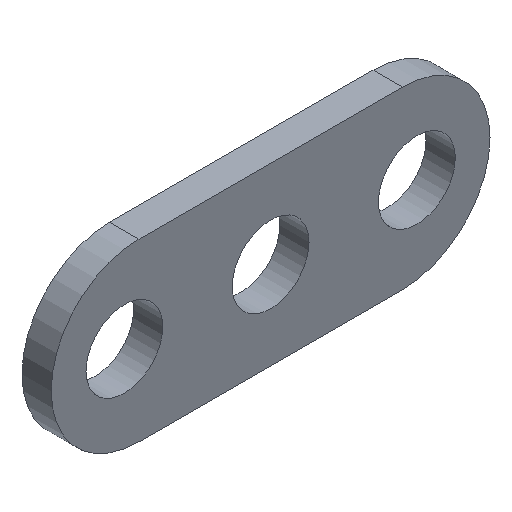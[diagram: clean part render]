
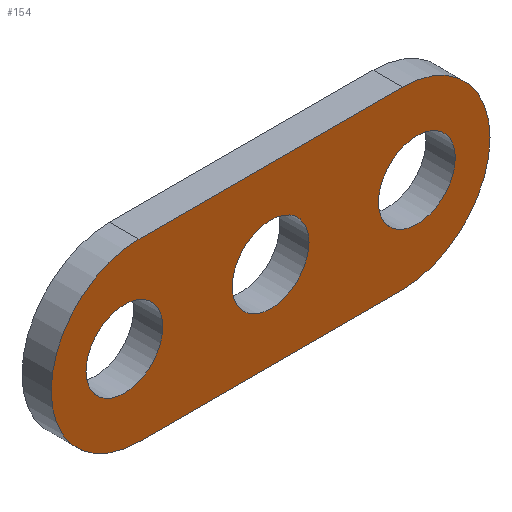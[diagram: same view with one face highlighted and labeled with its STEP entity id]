
A CAD part, isometric view. The second image highlights one B-rep face of the part: STEP entity #154.
In plain terms, the highlighted planar face has unit normal (0, -1, 0).
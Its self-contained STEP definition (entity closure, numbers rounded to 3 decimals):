
#20=FACE_BOUND('',#39,.T.);
#21=FACE_BOUND('',#40,.T.);
#22=FACE_BOUND('',#41,.T.);
#29=FACE_OUTER_BOUND('',#38,.T.);
#38=EDGE_LOOP('',(#114,#115,#116,#117));
#39=EDGE_LOOP('',(#118));
#40=EDGE_LOOP('',(#119));
#41=EDGE_LOOP('',(#120));
#56=LINE('',#238,#64);
#57=LINE('',#241,#65);
#64=VECTOR('',#190,14.4);
#65=VECTOR('',#193,14.4);
#72=CIRCLE('',#166,4.8);
#73=CIRCLE('',#167,4.8);
#74=CIRCLE('',#168,2.1);
#75=CIRCLE('',#169,2.1);
#76=CIRCLE('',#170,2.1);
#82=VERTEX_POINT('',#234);
#83=VERTEX_POINT('',#235);
#84=VERTEX_POINT('',#237);
#85=VERTEX_POINT('',#239);
#86=VERTEX_POINT('',#242);
#87=VERTEX_POINT('',#244);
#88=VERTEX_POINT('',#246);
#96=EDGE_CURVE('',#82,#83,#72,.T.);
#97=EDGE_CURVE('',#84,#82,#56,.T.);
#98=EDGE_CURVE('',#85,#84,#73,.T.);
#99=EDGE_CURVE('',#83,#85,#57,.T.);
#100=EDGE_CURVE('',#86,#86,#74,.T.);
#101=EDGE_CURVE('',#87,#87,#75,.T.);
#102=EDGE_CURVE('',#88,#88,#76,.T.);
#114=ORIENTED_EDGE('',*,*,#96,.F.);
#115=ORIENTED_EDGE('',*,*,#97,.F.);
#116=ORIENTED_EDGE('',*,*,#98,.F.);
#117=ORIENTED_EDGE('',*,*,#99,.F.);
#118=ORIENTED_EDGE('',*,*,#100,.F.);
#119=ORIENTED_EDGE('',*,*,#101,.F.);
#120=ORIENTED_EDGE('',*,*,#102,.F.);
#150=PLANE('',#165);
#154=ADVANCED_FACE('',(#29,#20,#21,#22),#150,.F.);
#165=AXIS2_PLACEMENT_3D('',#233,#186,#187);
#166=AXIS2_PLACEMENT_3D('',#236,#188,#189);
#167=AXIS2_PLACEMENT_3D('',#240,#191,#192);
#168=AXIS2_PLACEMENT_3D('',#243,#194,#195);
#169=AXIS2_PLACEMENT_3D('',#245,#196,#197);
#170=AXIS2_PLACEMENT_3D('',#247,#198,#199);
#186=DIRECTION('center_axis',(0.,1.,0.));
#187=DIRECTION('ref_axis',(0.,0.,1.));
#188=DIRECTION('center_axis',(0.,1.,0.));
#189=DIRECTION('ref_axis',(0.,0.,-1.));
#190=DIRECTION('',(-1.,0.,0.));
#191=DIRECTION('center_axis',(0.,1.,0.));
#192=DIRECTION('ref_axis',(0.,0.,1.));
#193=DIRECTION('',(1.,0.,0.));
#194=DIRECTION('center_axis',(0.,-1.,0.));
#195=DIRECTION('ref_axis',(1.,0.,0.));
#196=DIRECTION('center_axis',(0.,-1.,0.));
#197=DIRECTION('ref_axis',(1.,0.,0.));
#198=DIRECTION('center_axis',(0.,-1.,0.));
#199=DIRECTION('ref_axis',(1.,0.,0.));
#233=CARTESIAN_POINT('Origin',(0.,0.,0.));
#234=CARTESIAN_POINT('',(-7.2,0.,-4.8));
#235=CARTESIAN_POINT('',(-7.2,0.,4.8));
#236=CARTESIAN_POINT('Origin',(-7.2,0.,0.));
#237=CARTESIAN_POINT('',(7.2,0.,-4.8));
#238=CARTESIAN_POINT('',(7.2,0.,-4.8));
#239=CARTESIAN_POINT('',(7.2,0.,4.8));
#240=CARTESIAN_POINT('Origin',(7.2,0.,0.));
#241=CARTESIAN_POINT('',(-7.2,0.,4.8));
#242=CARTESIAN_POINT('',(5.9,0.,0.));
#243=CARTESIAN_POINT('Origin',(8.,0.,0.));
#244=CARTESIAN_POINT('',(-2.1,0.,0.));
#245=CARTESIAN_POINT('Origin',(0.,0.,
0.));
#246=CARTESIAN_POINT('',(-10.1,0.,0.));
#247=CARTESIAN_POINT('Origin',(-8.,0.,0.));
